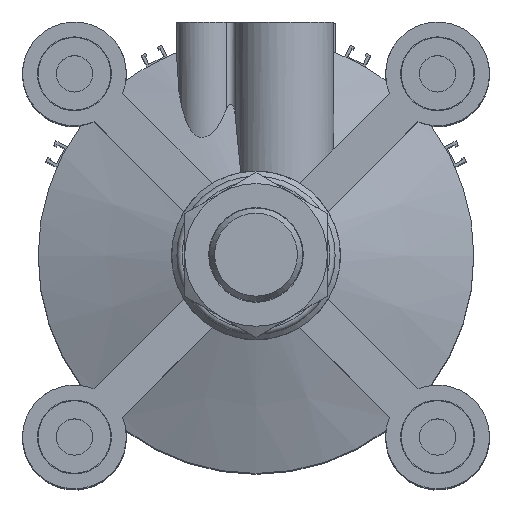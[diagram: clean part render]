
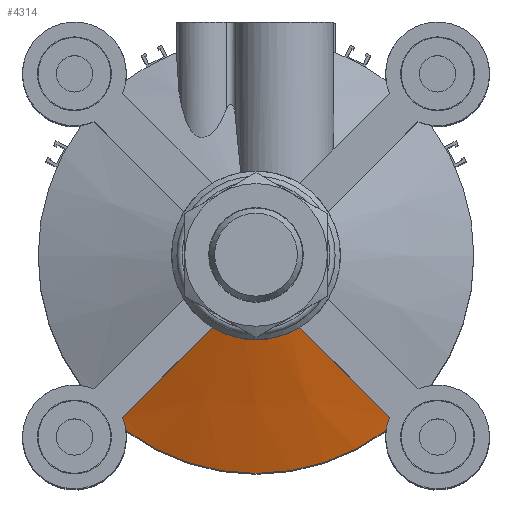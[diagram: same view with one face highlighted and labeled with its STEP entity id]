
A CAD part, top view. The second image highlights one B-rep face of the part: STEP entity #4314.
In plain terms, the highlighted conical face has half-angle 70 degrees and reference radius 58.25 mm.
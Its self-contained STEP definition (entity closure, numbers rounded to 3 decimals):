
#22=(
BOUNDED_CURVE()
B_SPLINE_CURVE(2,(#6956,#6957,#6958),.UNSPECIFIED.,.F.,.F.)
B_SPLINE_CURVE_WITH_KNOTS((3,3),(0.,5.207),.UNSPECIFIED.)
CURVE()
GEOMETRIC_REPRESENTATION_ITEM()
RATIONAL_B_SPLINE_CURVE((1.,1.109,1.))
REPRESENTATION_ITEM('')
);
#23=(
BOUNDED_CURVE()
B_SPLINE_CURVE(2,(#6987,#6988,#6989),.UNSPECIFIED.,.F.,.F.)
B_SPLINE_CURVE_WITH_KNOTS((3,3),(0.,5.207),.UNSPECIFIED.)
CURVE()
GEOMETRIC_REPRESENTATION_ITEM()
RATIONAL_B_SPLINE_CURVE((1.,1.109,1.))
REPRESENTATION_ITEM('')
);
#65=B_SPLINE_CURVE_WITH_KNOTS('',3,(#6940,#6941,#6942,#6943),
 .UNSPECIFIED.,.F.,.F.,(4,4),(0.,0.005),
 .UNSPECIFIED.);
#67=B_SPLINE_CURVE_WITH_KNOTS('',3,(#6991,#6992,#6993,#6994),
 .UNSPECIFIED.,.F.,.F.,(4,4),(0.,0.005),
 .UNSPECIFIED.);
#91=CONICAL_SURFACE('',#4721,58.25,1.222);
#1558=ORIENTED_EDGE('',*,*,#2444,.F.);
#1559=ORIENTED_EDGE('',*,*,#2471,.T.);
#1560=ORIENTED_EDGE('',*,*,#2472,.T.);
#1561=ORIENTED_EDGE('',*,*,#2473,.T.);
#1562=ORIENTED_EDGE('',*,*,#2453,.T.);
#1563=ORIENTED_EDGE('',*,*,#2458,.T.);
#2444=EDGE_CURVE('',#2957,#2958,#3241,.T.);
#2453=EDGE_CURVE('',#2967,#2966,#65,.T.);
#2458=EDGE_CURVE('',#2966,#2958,#22,.T.);
#2471=EDGE_CURVE('',#2957,#2980,#23,.T.);
#2472=EDGE_CURVE('',#2980,#2981,#67,.T.);
#2473=EDGE_CURVE('',#2981,#2967,#3254,.T.);
#2957=VERTEX_POINT('',#6919);
#2958=VERTEX_POINT('',#6921);
#2966=VERTEX_POINT('',#6939);
#2967=VERTEX_POINT('',#6944);
#2980=VERTEX_POINT('',#6990);
#2981=VERTEX_POINT('',#6995);
#3241=CIRCLE('',#4699,32.5);
#3254=CIRCLE('',#4722,84.);
#3520=EDGE_LOOP('',(#1558,#1559,#1560,#1561,#1562,#1563));
#3886=FACE_BOUND('',#3520,.T.);
#4314=ADVANCED_FACE('',(#3886),#91,.T.);
#4699=AXIS2_PLACEMENT_3D('',#6920,#5580,#5581);
#4721=AXIS2_PLACEMENT_3D('',#6986,#5635,#5636);
#4722=AXIS2_PLACEMENT_3D('',#6996,#5637,#5638);
#5580=DIRECTION('',(0.,1.,0.));
#5581=DIRECTION('',(-1.,0.,0.));
#5635=DIRECTION('',(0.,-1.,0.));
#5636=DIRECTION('',(-1.,0.,0.));
#5637=DIRECTION('',(0.,1.,0.));
#5638=DIRECTION('',(-1.,0.,0.));
#6919=CARTESIAN_POINT('',(-27.798,31.744,-16.838));
#6920=CARTESIAN_POINT('',(0.,31.744,0.));
#6921=CARTESIAN_POINT('',(-27.798,31.744,16.838));
#6939=CARTESIAN_POINT('',(-62.443,14.118,51.483));
#6940=CARTESIAN_POINT('',(-67.369,13.,50.174));
#6941=CARTESIAN_POINT('',(-65.686,13.443,50.397));
#6942=CARTESIAN_POINT('',(-64.044,13.819,50.829));
#6943=CARTESIAN_POINT('',(-62.443,14.118,51.483));
#6944=CARTESIAN_POINT('',(-67.369,13.,50.174));
#6956=CARTESIAN_POINT('',(-62.443,14.118,51.483));
#6957=CARTESIAN_POINT('',(-37.725,26.782,26.764));
#6958=CARTESIAN_POINT('',(-27.798,31.744,16.838));
#6986=CARTESIAN_POINT('',(0.,22.372,0.));
#6987=CARTESIAN_POINT('',(-27.798,31.744,-16.838));
#6988=CARTESIAN_POINT('',(-37.725,26.782,-26.764));
#6989=CARTESIAN_POINT('',(-62.443,14.118,-51.483));
#6990=CARTESIAN_POINT('',(-62.443,14.118,-51.483));
#6991=CARTESIAN_POINT('',(-62.443,14.118,-51.483));
#6992=CARTESIAN_POINT('',(-64.044,13.819,-50.829));
#6993=CARTESIAN_POINT('',(-65.686,13.443,-50.397));
#6994=CARTESIAN_POINT('',(-67.369,13.,-50.174));
#6995=CARTESIAN_POINT('',(-67.369,13.,-50.174));
#6996=CARTESIAN_POINT('',(0.,13.,0.));
